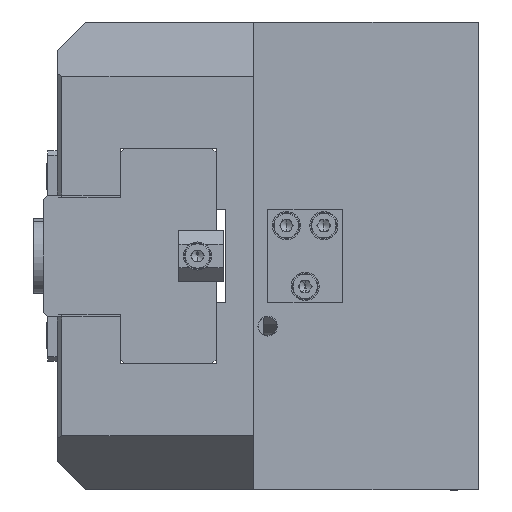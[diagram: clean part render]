
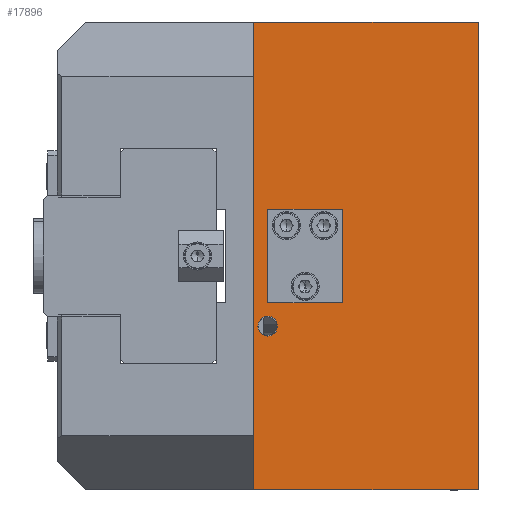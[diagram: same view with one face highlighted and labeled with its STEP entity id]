
A CAD part, left-side view. The second image highlights one B-rep face of the part: STEP entity #17896.
In plain terms, the highlighted planar face has unit normal (-1, 0, 0).
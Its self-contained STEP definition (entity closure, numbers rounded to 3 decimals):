
#82 = AXIS2_PLACEMENT_3D ( 'NONE', #1454, #1455, #1456 ) ;
#89 = AXIS2_PLACEMENT_3D ( 'NONE', #1457, #1458, #1459 ) ;
#211 = AXIS2_PLACEMENT_3D ( 'NONE', #3830, #3837, #3838 ) ;
#229 = AXIS2_PLACEMENT_3D ( 'NONE', #4046, #4049, #4050 ) ;
#232 = AXIS2_PLACEMENT_3D ( 'NONE', #4017, #4020, #4021 ) ;
#246 = AXIS2_PLACEMENT_3D ( 'NONE', #4181, #4182, #4183 ) ;
#724 = AXIS2_PLACEMENT_3D ( 'NONE', #10754, #10756, #10757 ) ;
#1246 = CIRCLE ( 'NONE', #82, 1.25 ) ;
#1248 = CIRCLE ( 'NONE', #89, 2.1 ) ;
#1300 = VECTOR ( 'NONE', #1748, 1000. ) ;
#1306 = LINE ( 'NONE', #1747, #1300 ) ;
#1403 = LINE ( 'NONE', #1995, #1405 ) ;
#1405 = VECTOR ( 'NONE', #2026, 1000. ) ;
#1454 = CARTESIAN_POINT ( 'NONE',  ( -80., -4., 6.5 ) ) ;
#1455 = DIRECTION ( 'NONE',  ( -1., 0., 0. ) ) ;
#1456 = DIRECTION ( 'NONE',  ( 0., 0., 1. ) ) ;
#1457 = CARTESIAN_POINT ( 'NONE',  ( -80., 0., -15. ) ) ;
#1458 = DIRECTION ( 'NONE',  ( -1., 0., 0. ) ) ;
#1459 = DIRECTION ( 'NONE',  ( 0., 0., 1. ) ) ;
#1747 = CARTESIAN_POINT ( 'NONE',  ( -80., -45., -50. ) ) ;
#1748 = DIRECTION ( 'NONE',  ( 0., 0., 1. ) ) ;
#1995 = CARTESIAN_POINT ( 'NONE',  ( -80., -45., -50. ) ) ;
#2026 = DIRECTION ( 'NONE',  ( 0., 1., 0. ) ) ;
#3830 = CARTESIAN_POINT ( 'NONE',  ( -80., -4., 6.5 ) ) ;
#3837 = DIRECTION ( 'NONE',  ( -1., 0., 0. ) ) ;
#3838 = DIRECTION ( 'NONE',  ( 0., 0., 1. ) ) ;
#4017 = CARTESIAN_POINT ( 'NONE',  ( -80., 0., -15. ) ) ;
#4020 = DIRECTION ( 'NONE',  ( -1., 0., 0. ) ) ;
#4021 = DIRECTION ( 'NONE',  ( 0., 0., 1. ) ) ;
#4046 = CARTESIAN_POINT ( 'NONE',  ( -80., -12., 6.5 ) ) ;
#4049 = DIRECTION ( 'NONE',  ( -1., 0., 0. ) ) ;
#4050 = DIRECTION ( 'NONE',  ( 0., 0., 1. ) ) ;
#4159 = CARTESIAN_POINT ( 'NONE',  ( -80., 3., -50. ) ) ;
#4160 = DIRECTION ( 'NONE',  ( 0., 0., 1. ) ) ;
#4181 = CARTESIAN_POINT ( 'NONE',  ( -80., -12., 6.5 ) ) ;
#4182 = DIRECTION ( 'NONE',  ( -1., 0., 0. ) ) ;
#4183 = DIRECTION ( 'NONE',  ( 0., 0., 1. ) ) ;
#4742 = CARTESIAN_POINT ( 'NONE',  ( -80., -45., 50. ) ) ;
#4743 = DIRECTION ( 'NONE',  ( 0., 1., 0. ) ) ;
#5079 = CIRCLE ( 'NONE', #211, 1.25 ) ;
#5159 = CIRCLE ( 'NONE', #232, 2.1 ) ;
#5179 = CIRCLE ( 'NONE', #229, 1.25 ) ;
#5249 = VECTOR ( 'NONE', #4160, 1000. ) ;
#5251 = LINE ( 'NONE', #4159, #5249 ) ;
#5275 = CIRCLE ( 'NONE', #246, 1.25 ) ;
#5500 = LINE ( 'NONE', #4742, #5501 ) ;
#5501 = VECTOR ( 'NONE', #4743, 1000. ) ;
#7009 = FACE_BOUND ( 'NONE', #18337, .T. ) ;
#7011 = FACE_BOUND ( 'NONE', #18330, .T. ) ;
#7014 = FACE_BOUND ( 'NONE', #18338, .T. ) ;
#7016 = FACE_OUTER_BOUND ( 'NONE', #18339, .T. ) ;
#10750 = PLANE ( 'NONE',  #724 ) ;
#10754 = CARTESIAN_POINT ( 'NONE',  ( -80., 3., -50. ) ) ;
#10756 = DIRECTION ( 'NONE',  ( 1., 0., 0. ) ) ;
#10757 = DIRECTION ( 'NONE',  ( 0., 1., 0. ) ) ;
#12245 = EDGE_CURVE ( 'NONE', #19124, #19123, #1246, .T. ) ;
#12247 = EDGE_CURVE ( 'NONE', #19104, #19103, #1248, .T. ) ;
#12564 = CARTESIAN_POINT ( 'NONE',  ( -80., -45., -50. ) ) ;
#12584 = CARTESIAN_POINT ( 'NONE',  ( -80., -45., 50. ) ) ;
#12603 = CARTESIAN_POINT ( 'NONE',  ( -80., 3., 50. ) ) ;
#12761 = CARTESIAN_POINT ( 'NONE',  ( -80., 0., -17.1 ) ) ;
#12762 = CARTESIAN_POINT ( 'NONE',  ( -80., 0., -12.9 ) ) ;
#12781 = CARTESIAN_POINT ( 'NONE',  ( -80., -4., 5.25 ) ) ;
#12782 = CARTESIAN_POINT ( 'NONE',  ( -80., -4., 7.75 ) ) ;
#12785 = CARTESIAN_POINT ( 'NONE',  ( -80., -12., 5.25 ) ) ;
#12786 = CARTESIAN_POINT ( 'NONE',  ( -80., -12., 7.75 ) ) ;
#13018 = CARTESIAN_POINT ( 'NONE',  ( -80., 3., -50. ) ) ;
#15973 = EDGE_CURVE ( 'NONE', #18906, #18926, #1306, .T. ) ;
#16043 = EDGE_CURVE ( 'NONE', #18906, #19360, #1403, .T. ) ;
#16584 = EDGE_CURVE ( 'NONE', #19123, #19124, #5079, .T. ) ;
#16639 = EDGE_CURVE ( 'NONE', #19103, #19104, #5159, .T. ) ;
#16651 = EDGE_CURVE ( 'NONE', #19127, #19128, #5179, .T. ) ;
#16699 = EDGE_CURVE ( 'NONE', #19360, #18945, #5251, .T. ) ;
#16708 = EDGE_CURVE ( 'NONE', #19128, #19127, #5275, .T. ) ;
#16864 = EDGE_CURVE ( 'NONE', #18926, #18945, #5500, .T. ) ;
#17896 = ADVANCED_FACE ( 'NONE', ( #7011, #7009, #7014, #7016 ), #10750, .F. ) ;
#18330 = EDGE_LOOP ( 'NONE', ( #19900, #19901 ) ) ;
#18337 = EDGE_LOOP ( 'NONE', ( #19902, #19903 ) ) ;
#18338 = EDGE_LOOP ( 'NONE', ( #19904, #19905 ) ) ;
#18339 = EDGE_LOOP ( 'NONE', ( #19906, #19907, #19908, #19909 ) ) ;
#18906 = VERTEX_POINT ( 'NONE', #12564 ) ;
#18926 = VERTEX_POINT ( 'NONE', #12584 ) ;
#18945 = VERTEX_POINT ( 'NONE', #12603 ) ;
#19103 = VERTEX_POINT ( 'NONE', #12761 ) ;
#19104 = VERTEX_POINT ( 'NONE', #12762 ) ;
#19123 = VERTEX_POINT ( 'NONE', #12781 ) ;
#19124 = VERTEX_POINT ( 'NONE', #12782 ) ;
#19127 = VERTEX_POINT ( 'NONE', #12785 ) ;
#19128 = VERTEX_POINT ( 'NONE', #12786 ) ;
#19360 = VERTEX_POINT ( 'NONE', #13018 ) ;
#19900 = ORIENTED_EDGE ( 'NONE', *, *, #12247, .F. ) ;
#19901 = ORIENTED_EDGE ( 'NONE', *, *, #16639, .F. ) ;
#19902 = ORIENTED_EDGE ( 'NONE', *, *, #12245, .F. ) ;
#19903 = ORIENTED_EDGE ( 'NONE', *, *, #16584, .F. ) ;
#19904 = ORIENTED_EDGE ( 'NONE', *, *, #16708, .F. ) ;
#19905 = ORIENTED_EDGE ( 'NONE', *, *, #16651, .F. ) ;
#19906 = ORIENTED_EDGE ( 'NONE', *, *, #16864, .T. ) ;
#19907 = ORIENTED_EDGE ( 'NONE', *, *, #16699, .F. ) ;
#19908 = ORIENTED_EDGE ( 'NONE', *, *, #16043, .F. ) ;
#19909 = ORIENTED_EDGE ( 'NONE', *, *, #15973, .T. ) ;
